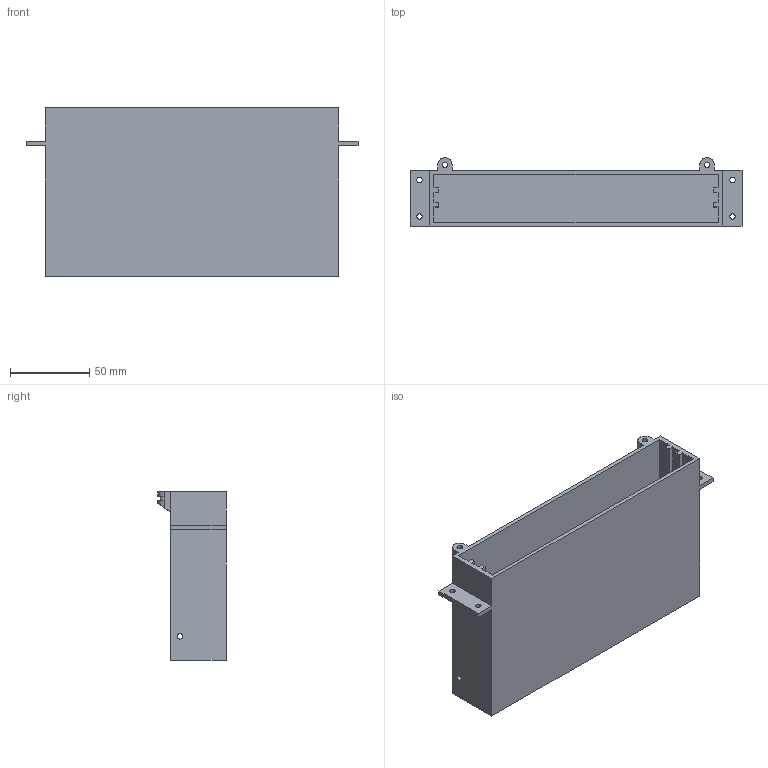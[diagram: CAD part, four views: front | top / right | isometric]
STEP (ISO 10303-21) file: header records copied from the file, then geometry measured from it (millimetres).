
FILE_DESCRIPTION(/* description */ (''),/* implementation_level */ '2;1');
FILE_NAME(/* name */ 'Electronics box outside v17.step',/* time_stamp */ '2023-01-02T10:55:38+01:00',/* author */ (''),/* organization */ (''),/* preprocessor_version */ 'ST-DEVELOPER v19.2',/* originating_system */ 'Autodesk Translation Framework v11.17.0.187',/* authorisation */ '');
FILE_SCHEMA (('AUTOMOTIVE_DESIGN { 1 0 10303 214 3 1 1 }'));
Length unit declared in the file: millimetre
Products named in the file (1): Electronics box outside
Bounding box: 209 x 43 x 106 mm (x, y, z)
Volume: 135515 mm3; surface area: 104667.4 mm2
Topology: 1 solids, 1 shells, 76 faces, 213 edges, 142 vertices
Faces by surface type: plane 57, cylinder 19
Full cylindrical faces by diameter (mm): 3.5 x14, 38 x1
Entity records: 2536 total; most frequent: CARTESIAN_POINT 432, ORIENTED_EDGE 426, DIRECTION 409, EDGE_CURVE 213, LINE 171, VECTOR 171, VERTEX_POINT 142, AXIS2_PLACEMENT_3D 119
